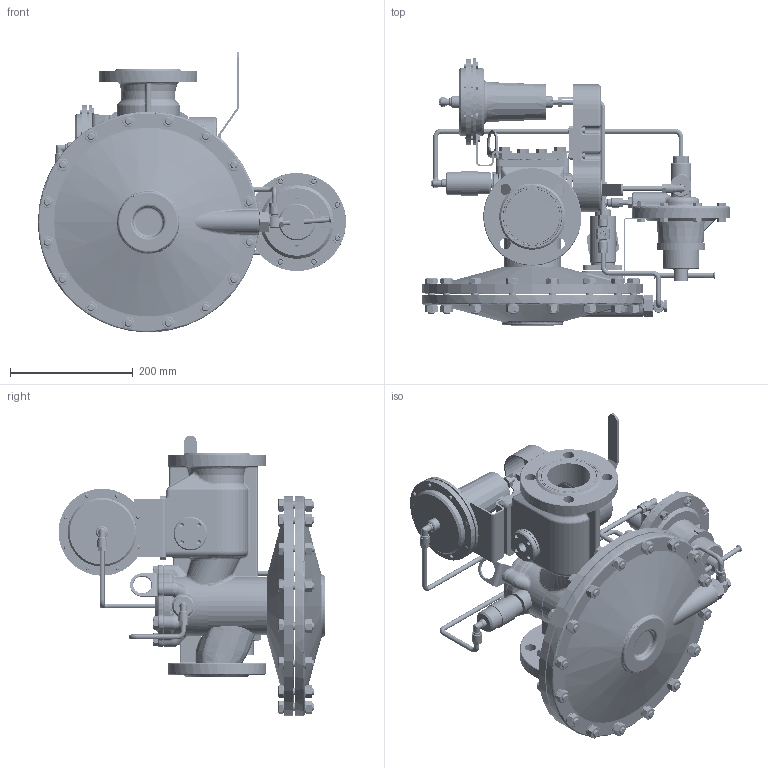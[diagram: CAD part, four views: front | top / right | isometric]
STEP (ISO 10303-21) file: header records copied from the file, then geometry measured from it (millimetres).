
FILE_DESCRIPTION (( 'STEP AP203' ), '1' );
FILE_NAME ('ﾐﾄﾃ-50-ﾂ-2-ﾋ.STEP', '2019-10-18T10:26:48', ( '' ), ( '' ), 'SwSTEP 2.0', 'SolidWorks 2018', '' );
FILE_SCHEMA (( 'CONFIG_CONTROL_DESIGN' ));
Length unit declared in the file: millimetre
Products named in the file (1): ﾐﾄﾃ-50-ﾂ-2-ﾋ
Bounding box: 502.37 x 435.19 x 458 mm (x, y, z)
Volume: 6752826.4 mm3; surface area: 1798015.9 mm2
Topology: 194 solids, 204 shells, 5934 faces, 13792 edges, 8345 vertices
Faces by surface type: cylinder 1940, plane 1696, cone 1301, torus 505, bspline 423, sphere 69
Entity records: 265536 total; most frequent: CARTESIAN_POINT 135433, ORIENTED_EDGE 27354, DIRECTION 26215, EDGE_CURVE 13677, AXIS2_PLACEMENT_3D 10577, VERTEX_POINT 8336, EDGE_LOOP 6671, FACE_OUTER_BOUND 5934
